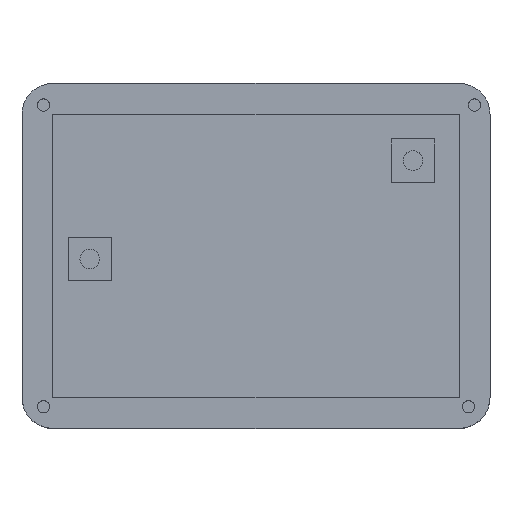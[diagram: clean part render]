
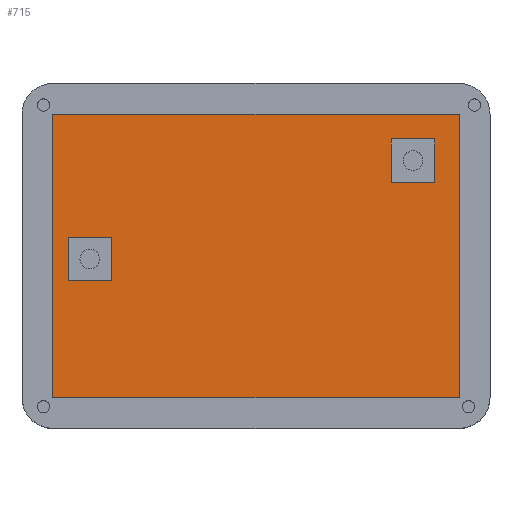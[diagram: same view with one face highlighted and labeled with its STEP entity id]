
A CAD part, top view. The second image highlights one B-rep face of the part: STEP entity #715.
In plain terms, the highlighted planar face has unit normal (0, 0, 1).
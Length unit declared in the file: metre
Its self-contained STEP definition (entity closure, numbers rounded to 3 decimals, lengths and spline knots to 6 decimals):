
#142=ORIENTED_EDGE('',*,*,#302,.T.);
#143=ORIENTED_EDGE('',*,*,#303,.T.);
#144=ORIENTED_EDGE('',*,*,#304,.F.);
#145=ORIENTED_EDGE('',*,*,#305,.F.);
#146=ORIENTED_EDGE('',*,*,#306,.T.);
#147=ORIENTED_EDGE('',*,*,#307,.T.);
#148=ORIENTED_EDGE('',*,*,#308,.F.);
#149=ORIENTED_EDGE('',*,*,#309,.F.);
#150=ORIENTED_EDGE('',*,*,#247,.F.);
#151=ORIENTED_EDGE('',*,*,#266,.T.);
#152=ORIENTED_EDGE('',*,*,#269,.T.);
#153=ORIENTED_EDGE('',*,*,#272,.F.);
#247=EDGE_CURVE('',#343,#344,#411,.T.);
#266=EDGE_CURVE('',#343,#362,#422,.T.);
#269=EDGE_CURVE('',#362,#364,#425,.T.);
#272=EDGE_CURVE('',#344,#364,#428,.T.);
#302=EDGE_CURVE('',#386,#387,#446,.T.);
#303=EDGE_CURVE('',#387,#388,#447,.T.);
#304=EDGE_CURVE('',#389,#388,#448,.T.);
#305=EDGE_CURVE('',#386,#389,#449,.T.);
#306=EDGE_CURVE('',#390,#391,#450,.T.);
#307=EDGE_CURVE('',#391,#392,#451,.T.);
#308=EDGE_CURVE('',#393,#392,#452,.T.);
#309=EDGE_CURVE('',#390,#393,#453,.T.);
#343=VERTEX_POINT('',#1052);
#344=VERTEX_POINT('',#1054);
#362=VERTEX_POINT('',#1093);
#364=VERTEX_POINT('',#1099);
#386=VERTEX_POINT('',#1165);
#387=VERTEX_POINT('',#1166);
#388=VERTEX_POINT('',#1168);
#389=VERTEX_POINT('',#1170);
#390=VERTEX_POINT('',#1173);
#391=VERTEX_POINT('',#1174);
#392=VERTEX_POINT('',#1176);
#393=VERTEX_POINT('',#1178);
#411=LINE('',#1053,#479);
#422=LINE('',#1092,#490);
#425=LINE('',#1098,#493);
#428=LINE('',#1104,#496);
#446=LINE('',#1164,#514);
#447=LINE('',#1167,#515);
#448=LINE('',#1169,#516);
#449=LINE('',#1171,#517);
#450=LINE('',#1172,#518);
#451=LINE('',#1175,#519);
#452=LINE('',#1177,#520);
#453=LINE('',#1179,#521);
#479=VECTOR('',#837,1.);
#490=VECTOR('',#868,1.);
#493=VECTOR('',#873,1.);
#496=VECTOR('',#878,1.);
#514=VECTOR('',#940,1.);
#515=VECTOR('',#941,1.);
#516=VECTOR('',#942,1.);
#517=VECTOR('',#943,1.);
#518=VECTOR('',#944,1.);
#519=VECTOR('',#945,1.);
#520=VECTOR('',#946,1.);
#521=VECTOR('',#947,1.);
#567=EDGE_LOOP('',(#142,#143,#144,#145));
#568=EDGE_LOOP('',(#146,#147,#148,#149));
#569=EDGE_LOOP('',(#150,#151,#152,#153));
#629=FACE_BOUND('',#567,.T.);
#630=FACE_BOUND('',#568,.T.);
#631=FACE_BOUND('',#569,.T.);
#680=PLANE('',#793);
#715=ADVANCED_FACE('',(#629,#630,#631),#680,.T.);
#793=AXIS2_PLACEMENT_3D('',#1163,#938,#939);
#837=DIRECTION('',(1.,0.,0.));
#868=DIRECTION('',(0.,-1.,0.));
#873=DIRECTION('',(1.,0.,0.));
#878=DIRECTION('',(0.,-1.,0.));
#938=DIRECTION('',(0.,0.,1.));
#939=DIRECTION('',(1.,0.,0.));
#940=DIRECTION('',(0.,-1.,0.));
#941=DIRECTION('',(-1.,0.,0.));
#942=DIRECTION('',(0.,-1.,0.));
#943=DIRECTION('',(-1.,0.,0.));
#944=DIRECTION('',(0.,-1.,0.));
#945=DIRECTION('',(-1.,0.,0.));
#946=DIRECTION('',(0.,-1.,0.));
#947=DIRECTION('',(-1.,0.,0.));
#1052=CARTESIAN_POINT('',(-0.033254,0.024134,0.003));
#1053=CARTESIAN_POINT('',(-0.000254,0.024134,0.003));
#1054=CARTESIAN_POINT('',(0.032746,0.024134,0.003));
#1092=CARTESIAN_POINT('',(-0.033254,0.001134,0.003));
#1093=CARTESIAN_POINT('',(-0.033254,-0.021866,0.003));
#1098=CARTESIAN_POINT('',(-0.000254,-0.021866,0.003));
#1099=CARTESIAN_POINT('',(0.032746,-0.021866,0.003));
#1104=CARTESIAN_POINT('',(0.032746,0.001134,0.003));
#1163=CARTESIAN_POINT('',(-0.000254,0.001134,0.003));
#1164=CARTESIAN_POINT('',(0.028746,0.016634,0.003));
#1165=CARTESIAN_POINT('',(0.028746,0.020134,0.003));
#1166=CARTESIAN_POINT('',(0.028746,0.013134,0.003));
#1167=CARTESIAN_POINT('',(0.025246,0.013134,0.003));
#1168=CARTESIAN_POINT('',(0.021746,0.013134,0.003));
#1169=CARTESIAN_POINT('',(0.021746,0.016634,0.003));
#1170=CARTESIAN_POINT('',(0.021746,0.020134,0.003));
#1171=CARTESIAN_POINT('',(0.025246,0.020134,0.003));
#1172=CARTESIAN_POINT('',(-0.023754,0.000634,0.003));
#1173=CARTESIAN_POINT('',(-0.023754,0.004134,0.003));
#1174=CARTESIAN_POINT('',(-0.023754,-0.002866,0.003));
#1175=CARTESIAN_POINT('',(-0.027254,-0.002866,0.003));
#1176=CARTESIAN_POINT('',(-0.030754,-0.002866,0.003));
#1177=CARTESIAN_POINT('',(-0.030754,0.000634,0.003));
#1178=CARTESIAN_POINT('',(-0.030754,0.004134,0.003));
#1179=CARTESIAN_POINT('',(-0.027254,0.004134,0.003));
